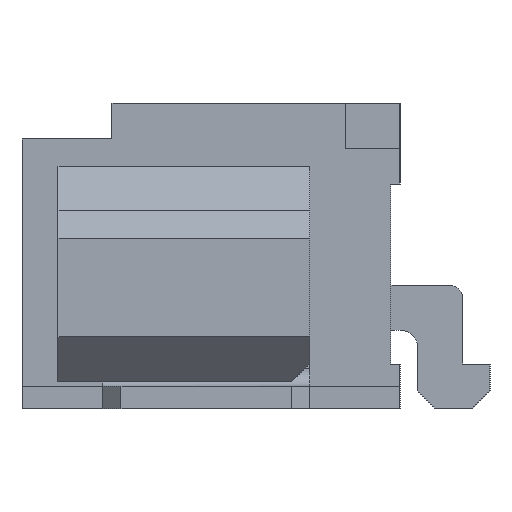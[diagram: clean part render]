
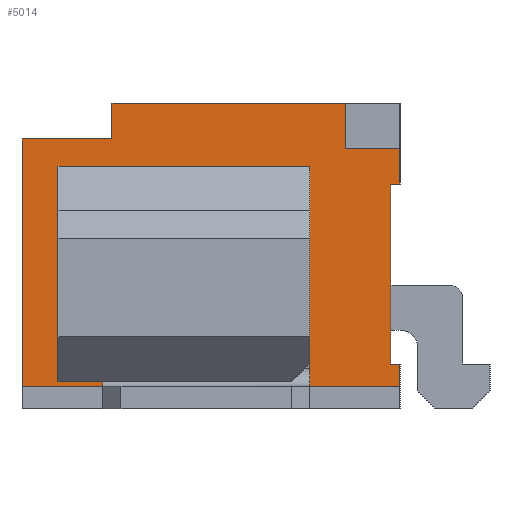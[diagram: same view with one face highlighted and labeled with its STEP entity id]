
A CAD part, left-side view. The second image highlights one B-rep face of the part: STEP entity #5014.
In plain terms, the highlighted planar face has unit normal (-1, 0, 0).
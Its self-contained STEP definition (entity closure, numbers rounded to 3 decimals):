
#69=DIRECTION('',(0.,0.,1.));
#70=VECTOR('',#69,0.25);
#71=CARTESIAN_POINT('',(-5.25,-2.1,-1.45));
#72=LINE('',#71,#70);
#177=DIRECTION('',(0.,0.,1.));
#178=VECTOR('',#177,0.4);
#179=CARTESIAN_POINT('',(-5.25,-2.1,0.8));
#180=LINE('',#179,#178);
#181=DIRECTION('',(0.,0.,1.));
#182=VECTOR('',#181,2.4);
#183=CARTESIAN_POINT('',(-5.25,-1.1,-1.4));
#184=LINE('',#183,#182);
#185=DIRECTION('',(0.,-1.,0.));
#186=VECTOR('',#185,2.8);
#187=CARTESIAN_POINT('',(-5.25,1.7,1.));
#188=LINE('',#187,#186);
#189=DIRECTION('',(0.,0.,1.));
#190=VECTOR('',#189,2.4);
#191=CARTESIAN_POINT('',(-5.25,1.7,-1.4));
#192=LINE('',#191,#190);
#193=DIRECTION('',(0.,-1.,0.));
#194=VECTOR('',#193,2.8);
#195=CARTESIAN_POINT('',(-5.25,1.7,-1.4));
#196=LINE('',#195,#194);
#197=DIRECTION('',(0.,1.,0.));
#198=VECTOR('',#197,0.6);
#199=CARTESIAN_POINT('',(-5.25,-2.1,1.2));
#200=LINE('',#199,#198);
#201=DIRECTION('',(0.,1.,0.));
#202=VECTOR('',#201,0.1);
#203=CARTESIAN_POINT('',(-5.25,-2.1,0.8));
#204=LINE('',#203,#202);
#205=DIRECTION('',(0.,0.,1.));
#206=VECTOR('',#205,2.);
#207=CARTESIAN_POINT('',(-5.25,-2.,-1.2));
#208=LINE('',#207,#206);
#209=DIRECTION('',(0.,1.,0.));
#210=VECTOR('',#209,0.1);
#211=CARTESIAN_POINT('',(-5.25,-2.1,-1.2));
#212=LINE('',#211,#210);
#213=DIRECTION('',(0.,-1.,0.));
#214=VECTOR('',#213,4.2);
#215=CARTESIAN_POINT('',(-5.25,2.1,-1.45));
#216=LINE('',#215,#214);
#217=DIRECTION('',(0.,0.,1.));
#218=VECTOR('',#217,2.75);
#219=CARTESIAN_POINT('',(-5.25,2.1,-1.45));
#220=LINE('',#219,#218);
#221=DIRECTION('',(0.,-1.,0.));
#222=VECTOR('',#221,1.);
#223=CARTESIAN_POINT('',(-5.25,2.1,1.3));
#224=LINE('',#223,#222);
#225=DIRECTION('',(0.,0.,-1.));
#226=VECTOR('',#225,0.4);
#227=CARTESIAN_POINT('',(-5.25,1.1,1.7));
#228=LINE('',#227,#226);
#229=DIRECTION('',(0.,0.,-1.));
#230=VECTOR('',#229,0.5);
#231=CARTESIAN_POINT('',(-5.25,-1.5,1.7));
#232=LINE('',#231,#230);
#973=DIRECTION('',(0.,-1.,0.));
#974=VECTOR('',#973,2.6);
#975=CARTESIAN_POINT('',(-5.25,1.1,1.7));
#976=LINE('',#975,#974);
#3673=CARTESIAN_POINT('',(-5.25,1.1,1.7));
#3675=VERTEX_POINT('',#3673);
#3685=CARTESIAN_POINT('',(-5.25,2.1,1.3));
#3686=CARTESIAN_POINT('',(-5.25,1.1,1.3));
#3687=VERTEX_POINT('',#3685);
#3688=VERTEX_POINT('',#3686);
#3733=CARTESIAN_POINT('',(-5.25,-1.1,-1.4));
#3734=CARTESIAN_POINT('',(-5.25,-1.1,1.));
#3735=VERTEX_POINT('',#3733);
#3736=VERTEX_POINT('',#3734);
#3737=CARTESIAN_POINT('',(-5.25,1.7,1.));
#3738=VERTEX_POINT('',#3737);
#3739=CARTESIAN_POINT('',(-5.25,1.7,-1.4));
#3740=VERTEX_POINT('',#3739);
#3919=CARTESIAN_POINT('',(-5.25,-2.1,-1.2));
#3920=CARTESIAN_POINT('',(-5.25,-2.,-1.2));
#3921=VERTEX_POINT('',#3919);
#3922=VERTEX_POINT('',#3920);
#3923=CARTESIAN_POINT('',(-5.25,-2.,0.8));
#3924=VERTEX_POINT('',#3923);
#3925=CARTESIAN_POINT('',(-5.25,-2.1,0.8));
#3926=VERTEX_POINT('',#3925);
#4025=CARTESIAN_POINT('',(-5.25,-1.5,1.7));
#4026=VERTEX_POINT('',#4025);
#4027=CARTESIAN_POINT('',(-5.25,-2.1,1.2));
#4028=CARTESIAN_POINT('',(-5.25,-1.5,1.2));
#4029=VERTEX_POINT('',#4027);
#4030=VERTEX_POINT('',#4028);
#4403=CARTESIAN_POINT('',(-5.25,2.1,-1.45));
#4404=CARTESIAN_POINT('',(-5.25,-2.1,-1.45));
#4405=VERTEX_POINT('',#4403);
#4406=VERTEX_POINT('',#4404);
#4976=CARTESIAN_POINT('',(-5.25,2.1,-1.7));
#4977=DIRECTION('',(-1.,0.,0.));
#4978=DIRECTION('',(0.,-1.,0.));
#4979=AXIS2_PLACEMENT_3D('',#4976,#4977,#4978);
#4980=PLANE('',#4979);
#4982=ORIENTED_EDGE('',*,*,#4981,.F.);
#4983=ORIENTED_EDGE('',*,*,#4956,.F.);
#4985=ORIENTED_EDGE('',*,*,#4984,.T.);
#4987=ORIENTED_EDGE('',*,*,#4986,.F.);
#4988=ORIENTED_EDGE('',*,*,#4966,.F.);
#4989=ORIENTED_EDGE('',*,*,#4876,.F.);
#4991=ORIENTED_EDGE('',*,*,#4990,.F.);
#4993=ORIENTED_EDGE('',*,*,#4992,.T.);
#4995=ORIENTED_EDGE('',*,*,#4994,.T.);
#4997=ORIENTED_EDGE('',*,*,#4996,.F.);
#4999=ORIENTED_EDGE('',*,*,#4998,.T.);
#5001=ORIENTED_EDGE('',*,*,#5000,.T.);
#5002=EDGE_LOOP('',(#4982,#4983,#4985,#4987,#4988,#4989,#4991,#4993,#4995,#4997,
#4999,#5001));
#5003=FACE_OUTER_BOUND('',#5002,.F.);
#5005=ORIENTED_EDGE('',*,*,#5004,.T.);
#5007=ORIENTED_EDGE('',*,*,#5006,.F.);
#5009=ORIENTED_EDGE('',*,*,#5008,.F.);
#5011=ORIENTED_EDGE('',*,*,#5010,.T.);
#5012=EDGE_LOOP('',(#5005,#5007,#5009,#5011));
#5013=FACE_BOUND('',#5012,.F.);
#5014=ADVANCED_FACE('',(#5003,#5013),#4980,.T.);
#4876=EDGE_CURVE('',#4406,#3921,#72,.T.);
#4956=EDGE_CURVE('',#3926,#4029,#180,.T.);
#4966=EDGE_CURVE('',#3921,#3922,#212,.T.);
#4981=EDGE_CURVE('',#4029,#4030,#200,.T.);
#4984=EDGE_CURVE('',#3926,#3924,#204,.T.);
#4986=EDGE_CURVE('',#3922,#3924,#208,.T.);
#4990=EDGE_CURVE('',#4405,#4406,#216,.T.);
#4992=EDGE_CURVE('',#4405,#3687,#220,.T.);
#4994=EDGE_CURVE('',#3687,#3688,#224,.T.);
#4996=EDGE_CURVE('',#3675,#3688,#228,.T.);
#4998=EDGE_CURVE('',#3675,#4026,#976,.T.);
#5000=EDGE_CURVE('',#4026,#4030,#232,.T.);
#5004=EDGE_CURVE('',#3735,#3736,#184,.T.);
#5006=EDGE_CURVE('',#3738,#3736,#188,.T.);
#5008=EDGE_CURVE('',#3740,#3738,#192,.T.);
#5010=EDGE_CURVE('',#3740,#3735,#196,.T.);
